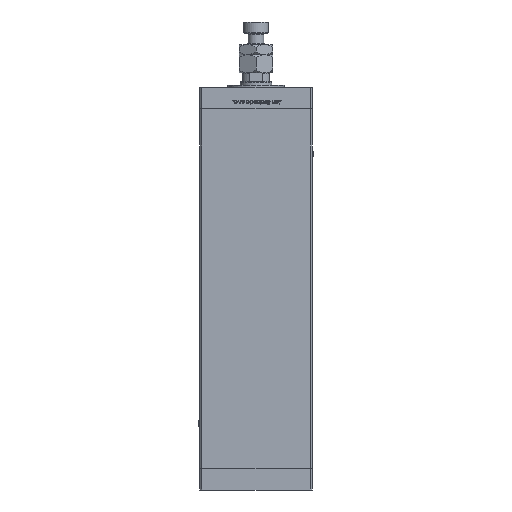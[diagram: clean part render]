
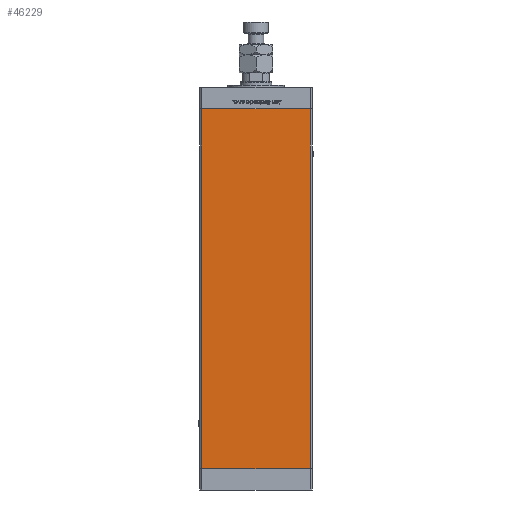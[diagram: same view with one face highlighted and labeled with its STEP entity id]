
A CAD part, front view. The second image highlights one B-rep face of the part: STEP entity #46229.
In plain terms, the highlighted planar face has unit normal (0, -1, 0).
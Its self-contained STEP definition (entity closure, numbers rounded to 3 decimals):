
#1888 = CARTESIAN_POINT ( 'NONE',  ( -48., -43.5, 0. ) ) ;
#3286 = ORIENTED_EDGE ( 'NONE', *, *, #54485, .T. ) ;
#4350 = VECTOR ( 'NONE', #6909, 1000. ) ;
#5508 = DIRECTION ( 'NONE',  ( 0., 0., -1. ) ) ;
#6909 = DIRECTION ( 'NONE',  ( 1., 0., 0. ) ) ;
#8404 = LINE ( 'NONE', #9262, #39269 ) ;
#9262 = CARTESIAN_POINT ( 'NONE',  ( 48., -43.5, 318.5 ) ) ;
#12112 = CARTESIAN_POINT ( 'NONE',  ( 48., -43.5, 0. ) ) ;
#15428 = CARTESIAN_POINT ( 'NONE',  ( 48., -43.5, 318.5 ) ) ;
#15909 = VECTOR ( 'NONE', #38360, 1000. ) ;
#17217 = AXIS2_PLACEMENT_3D ( 'NONE', #36012, #22482, #21912 ) ;
#20409 = LINE ( 'NONE', #37966, #4350 ) ;
#20563 = EDGE_CURVE ( 'NONE', #21394, #37553, #38076, .T. ) ;
#21394 = VERTEX_POINT ( 'NONE', #25421 ) ;
#21912 = DIRECTION ( 'NONE',  ( 0., 0., 1. ) ) ;
#22482 = DIRECTION ( 'NONE',  ( 0., 1., 0. ) ) ;
#25421 = CARTESIAN_POINT ( 'NONE',  ( -48., -43.5, 318.5 ) ) ;
#25821 = VERTEX_POINT ( 'NONE', #1888 ) ;
#26079 = ORIENTED_EDGE ( 'NONE', *, *, #20563, .F. ) ;
#26245 = LINE ( 'NONE', #36015, #53214 ) ;
#32256 = VERTEX_POINT ( 'NONE', #12112 ) ;
#34871 = PLANE ( 'NONE',  #17217 ) ;
#36012 = CARTESIAN_POINT ( 'NONE',  ( -48., -43.5, 318.5 ) ) ;
#36015 = CARTESIAN_POINT ( 'NONE',  ( -48., -43.5, 318.5 ) ) ;
#36674 = ORIENTED_EDGE ( 'NONE', *, *, #46167, .F. ) ;
#37553 = VERTEX_POINT ( 'NONE', #15428 ) ;
#37966 = CARTESIAN_POINT ( 'NONE',  ( -48., -43.5, 0. ) ) ;
#38076 = LINE ( 'NONE', #55610, #15909 ) ;
#38360 = DIRECTION ( 'NONE',  ( 1., 0., 0. ) ) ;
#39185 = DIRECTION ( 'NONE',  ( 0., 0., -1. ) ) ;
#39269 = VECTOR ( 'NONE', #39185, 1000. ) ;
#44401 = ORIENTED_EDGE ( 'NONE', *, *, #46433, .T. ) ;
#46167 = EDGE_CURVE ( 'NONE', #37553, #32256, #8404, .T. ) ;
#46229 = ADVANCED_FACE ( 'NONE', ( #56713 ), #34871, .F. ) ;
#46433 = EDGE_CURVE ( 'NONE', #25821, #32256, #20409, .T. ) ;
#50235 = EDGE_LOOP ( 'NONE', ( #44401, #36674, #26079, #3286 ) ) ;
#53214 = VECTOR ( 'NONE', #5508, 1000. ) ;
#54485 = EDGE_CURVE ( 'NONE', #21394, #25821, #26245, .T. ) ;
#55610 = CARTESIAN_POINT ( 'NONE',  ( -48., -43.5, 318.5 ) ) ;
#56713 = FACE_OUTER_BOUND ( 'NONE', #50235, .T. ) ;
